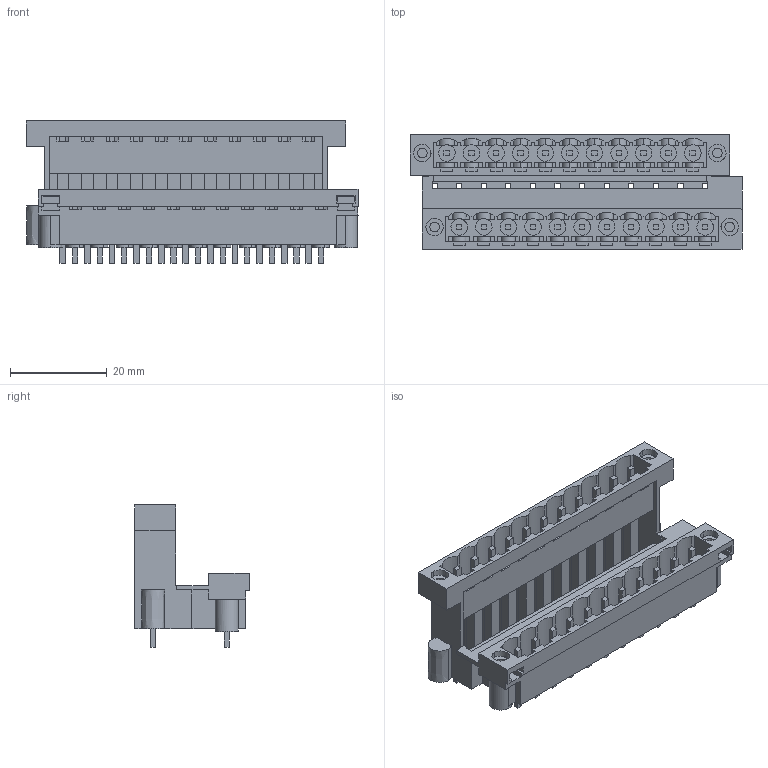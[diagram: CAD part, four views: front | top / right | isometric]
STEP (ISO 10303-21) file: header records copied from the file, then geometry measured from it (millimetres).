
FILE_DESCRIPTION(('CATIA V5 STEP Exchange','CAx-IF Rec.Pracs.--- Model Styling and Organization---1.2---2011-12-15'),'2;1');
FILE_NAME ('D1456895_0_1828860000_1828860000.stp','2018-04-19T11:24:00+00:00',('none'),('Weidmueller'),'CATIA Version 5-6 Release 2014','CATIA V5 STEP AP214','none');
FILE_SCHEMA(('AUTOMOTIVE_DESIGN { 1 0 10303 214 1 1 1 1 }'));
Length unit declared in the file: millimetre
Products named in the file (1): 1828860000
Bounding box: 68.58 x 23.67 x 29.36 mm (x, y, z)
Volume: 9822.5 mm3; surface area: 18874.8 mm2
Topology: 27 solids, 38 shells, 1124 faces, 3568 edges, 2483 vertices
Faces by surface type: plane 922, cylinder 198, extrusion 4
Entity records: 38002 total; most frequent: CARTESIAN_POINT 8575, ORIENTED_EDGE 7136, DIRECTION 4485, EDGE_CURVE 3568, VECTOR 2880, LINE 2876, VERTEX_POINT 2483, EDGE_LOOP 1217
